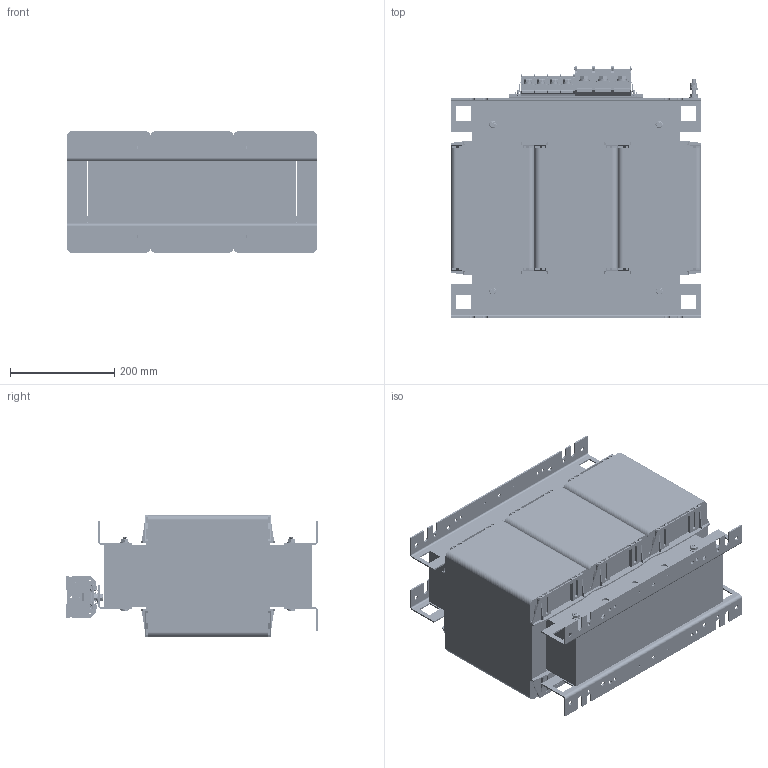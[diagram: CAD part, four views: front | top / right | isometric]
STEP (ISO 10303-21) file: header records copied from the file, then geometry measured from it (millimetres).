
FILE_DESCRIPTION(/* description */ (''),/* implementation_level */ '2;1');
FILE_NAME(/* name */ 'AUTX63.stp',/* time_stamp */ '2022-08-29T13:55:41+02:00',/* author */ ('amr'),/* organization */ (''),/* preprocessor_version */ 'ST-DEVELOPER v16.13',/* originating_system */ 'Autodesk Inventor 2018',/* authorisation */ '');
FILE_SCHEMA (('AUTOMOTIVE_DESIGN { 1 0 10303 214 3 1 1 }'));
Products named in the file (1): AUTX63
Bounding box: 480 x 483.2 x 234 mm (x, y, z)
Volume: 34724427.5 mm3; surface area: 3229705 mm2
Topology: 108 solids, 108 shells, 7809 faces, 18982 edges, 11465 vertices
Faces by surface type: plane 4157, cylinder 2184, torus 569, cone 459, sphere 400, bspline 40
Full cylindrical faces by diameter (mm): 3 x4, 3.5 x8, 3.9 x4, 3.92 x4, 4 x5, 4.1 x6, 4.2 x17, 4.3 x2, 4.35 x8, 4.96 x6, 5.1 x6, 5.9 x8, 6.35 x18, 6.42 x12, 6.5 x6, 6.6 x6, 6.647 x15, 7 x20, 7.85 x8, 8 x9, 8.3 x6, 8.4 x9, 9 x24, 9.85 x6, 10 x8, 10.1 x8, 10.5 x6, 11.7 x1, 12.25 x6, 13 x24
Entity records: 284080 total; most frequent: CARTESIAN_POINT 94810, DIRECTION 38996, ORIENTED_EDGE 36660, EDGE_CURVE 18306, AXIS2_PLACEMENT_3D 13212, LINE 12572, VECTOR 12572, VERTEX_POINT 11406
